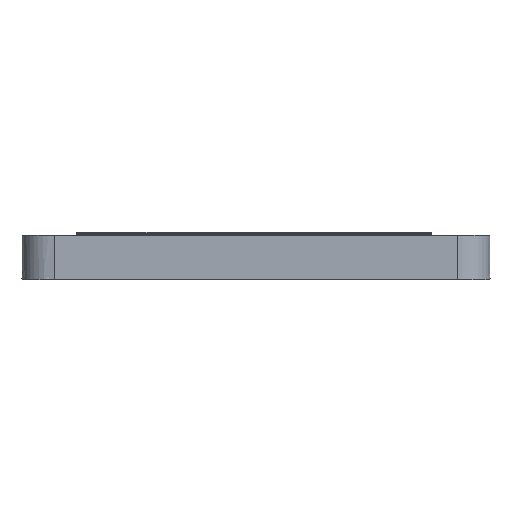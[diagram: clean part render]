
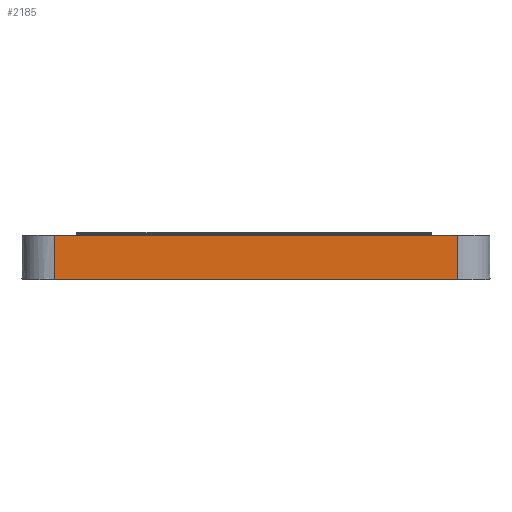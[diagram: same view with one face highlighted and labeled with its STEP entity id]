
A CAD part, top view. The second image highlights one B-rep face of the part: STEP entity #2185.
In plain terms, the highlighted free-form (B-spline) face has degree [1, 1] with [2, 2] control points.
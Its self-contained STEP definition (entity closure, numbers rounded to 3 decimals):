
#2185 = ADVANCED_FACE('',(#2186),#2200,.T.);
#2186 = FACE_BOUND('',#2187,.T.);
#2187 = EDGE_LOOP('',(#2188,#2210,#2225,#2240));
#2188 = ORIENTED_EDGE('',*,*,#2189,.T.);
#2189 = EDGE_CURVE('',#2190,#2192,#2194,.T.);
#2190 = VERTEX_POINT('',#2191);
#2191 = CARTESIAN_POINT('',(0.762,0.838,0.));
#2192 = VERTEX_POINT('',#2193);
#2193 = CARTESIAN_POINT('',(10.287,0.838,0.));
#2194 = SURFACE_CURVE('',#2195,(#2199),.PCURVE_S1.);
#2195 = LINE('',#2196,#2197);
#2196 = CARTESIAN_POINT('',(0.762,0.838,0.));
#2197 = VECTOR('',#2198,1.);
#2198 = DIRECTION('',(1.,0.,0.));
#2199 = PCURVE('',#2200,#2205);
#2200 = B_SPLINE_SURFACE_WITH_KNOTS('',1,1,(
    (#2201,#2202)
    ,(#2203,#2204
    )),.UNSPECIFIED.,.F.,.F.,.F.,(2,2),(2,2),(0.,1.),(0.,1.),
  .PIECEWISE_BEZIER_KNOTS.);
#2201 = CARTESIAN_POINT('',(10.287,-0.203,0.));
#2202 = CARTESIAN_POINT('',(10.287,0.838,0.));
#2203 = CARTESIAN_POINT('',(0.762,-0.203,0.));
#2204 = CARTESIAN_POINT('',(0.762,0.838,0.));
#2205 = DEFINITIONAL_REPRESENTATION('',(#2206),#2209);
#2206 = B_SPLINE_CURVE_WITH_KNOTS('',1,(#2207,#2208),.UNSPECIFIED.,.F.,
  .F.,(2,2),(0.,9.525),.PIECEWISE_BEZIER_KNOTS.);
#2207 = CARTESIAN_POINT('',(1.,1.));
#2208 = CARTESIAN_POINT('',(0.,1.));
#2209 = ( GEOMETRIC_REPRESENTATION_CONTEXT(2) 
PARAMETRIC_REPRESENTATION_CONTEXT() REPRESENTATION_CONTEXT('2D SPACE',''
  ) );
#2210 = ORIENTED_EDGE('',*,*,#2211,.T.);
#2211 = EDGE_CURVE('',#2192,#2212,#2214,.T.);
#2212 = VERTEX_POINT('',#2213);
#2213 = CARTESIAN_POINT('',(10.287,-0.203,0.));
#2214 = SURFACE_CURVE('',#2215,(#2219),.PCURVE_S1.);
#2215 = LINE('',#2216,#2217);
#2216 = CARTESIAN_POINT('',(10.287,0.838,0.));
#2217 = VECTOR('',#2218,1.);
#2218 = DIRECTION('',(0.,-1.,0.));
#2219 = PCURVE('',#2200,#2220);
#2220 = DEFINITIONAL_REPRESENTATION('',(#2221),#2224);
#2221 = B_SPLINE_CURVE_WITH_KNOTS('',1,(#2222,#2223),.UNSPECIFIED.,.F.,
  .F.,(2,2),(0.,1.041),.PIECEWISE_BEZIER_KNOTS.);
#2222 = CARTESIAN_POINT('',(0.,1.));
#2223 = CARTESIAN_POINT('',(0.,0.));
#2224 = ( GEOMETRIC_REPRESENTATION_CONTEXT(2) 
PARAMETRIC_REPRESENTATION_CONTEXT() REPRESENTATION_CONTEXT('2D SPACE',''
  ) );
#2225 = ORIENTED_EDGE('',*,*,#2226,.T.);
#2226 = EDGE_CURVE('',#2212,#2227,#2229,.T.);
#2227 = VERTEX_POINT('',#2228);
#2228 = CARTESIAN_POINT('',(0.762,-0.203,0.));
#2229 = SURFACE_CURVE('',#2230,(#2234),.PCURVE_S1.);
#2230 = LINE('',#2231,#2232);
#2231 = CARTESIAN_POINT('',(10.287,-0.203,0.));
#2232 = VECTOR('',#2233,1.);
#2233 = DIRECTION('',(-1.,0.,0.));
#2234 = PCURVE('',#2200,#2235);
#2235 = DEFINITIONAL_REPRESENTATION('',(#2236),#2239);
#2236 = B_SPLINE_CURVE_WITH_KNOTS('',1,(#2237,#2238),.UNSPECIFIED.,.F.,
  .F.,(2,2),(0.,9.525),.PIECEWISE_BEZIER_KNOTS.);
#2237 = CARTESIAN_POINT('',(0.,0.));
#2238 = CARTESIAN_POINT('',(1.,0.));
#2239 = ( GEOMETRIC_REPRESENTATION_CONTEXT(2) 
PARAMETRIC_REPRESENTATION_CONTEXT() REPRESENTATION_CONTEXT('2D SPACE',''
  ) );
#2240 = ORIENTED_EDGE('',*,*,#2241,.T.);
#2241 = EDGE_CURVE('',#2227,#2190,#2242,.T.);
#2242 = SURFACE_CURVE('',#2243,(#2247),.PCURVE_S1.);
#2243 = LINE('',#2244,#2245);
#2244 = CARTESIAN_POINT('',(0.762,-0.203,0.));
#2245 = VECTOR('',#2246,1.);
#2246 = DIRECTION('',(0.,1.,0.));
#2247 = PCURVE('',#2200,#2248);
#2248 = DEFINITIONAL_REPRESENTATION('',(#2249),#2252);
#2249 = B_SPLINE_CURVE_WITH_KNOTS('',1,(#2250,#2251),.UNSPECIFIED.,.F.,
  .F.,(2,2),(0.,1.041),.PIECEWISE_BEZIER_KNOTS.);
#2250 = CARTESIAN_POINT('',(1.,0.));
#2251 = CARTESIAN_POINT('',(1.,1.));
#2252 = ( GEOMETRIC_REPRESENTATION_CONTEXT(2) 
PARAMETRIC_REPRESENTATION_CONTEXT() REPRESENTATION_CONTEXT('2D SPACE',''
  ) );
